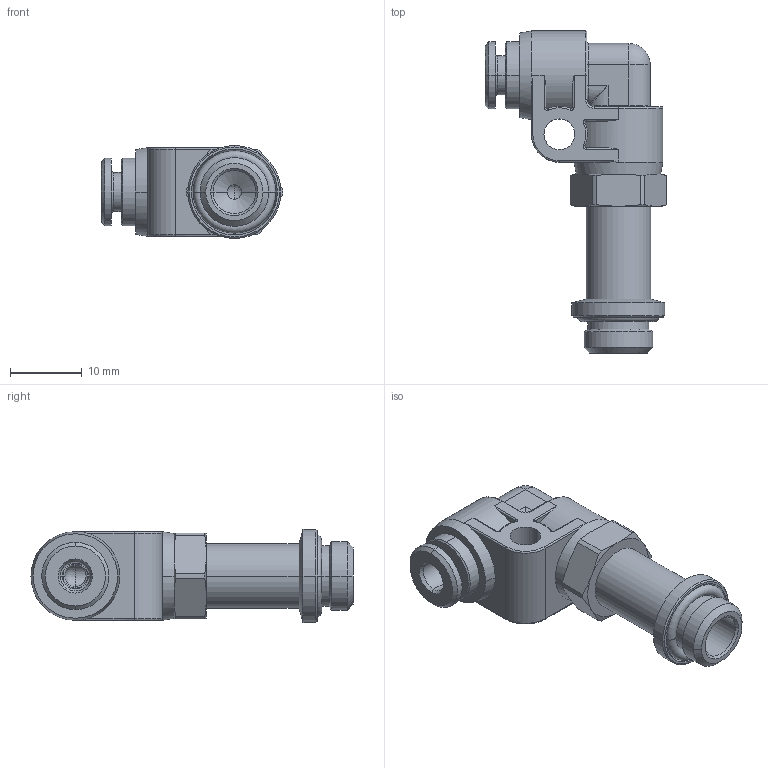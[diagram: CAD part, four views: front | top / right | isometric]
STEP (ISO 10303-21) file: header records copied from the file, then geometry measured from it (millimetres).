
FILE_DESCRIPTION((''),'2;1');
FILE_NAME('342206B_980P-4-1-8','2013-01-22T',('avs326'),(''),'PRO/ENGINEER BY PARAMETRIC TECHNOLOGY CORPORATION, 2011490','PRO/ENGINEER BY PARAMETRIC TECHNOLOGY CORPORATION, 2011490','');
FILE_SCHEMA(('CONFIG_CONTROL_DESIGN'));
Length unit declared in the file: millimetre
Products named in the file (1): 342206B_980P-4-1-8
Bounding box: 25.35 x 45 x 13 mm (x, y, z)
Volume: 4499.6 mm3; surface area: 3727.6 mm2
Topology: 2 solids, 2 shells, 194 faces, 451 edges, 266 vertices
Faces by surface type: cylinder 80, torus 38, cone 36, plane 35, sphere 3, bspline 2
Entity records: 6051 total; most frequent: CARTESIAN_POINT 1559, DIRECTION 1004, ORIENTED_EDGE 898, EDGE_CURVE 449, AXIS2_PLACEMENT_3D 426, VERTEX_POINT 266, CIRCLE 234, EDGE_LOOP 207
